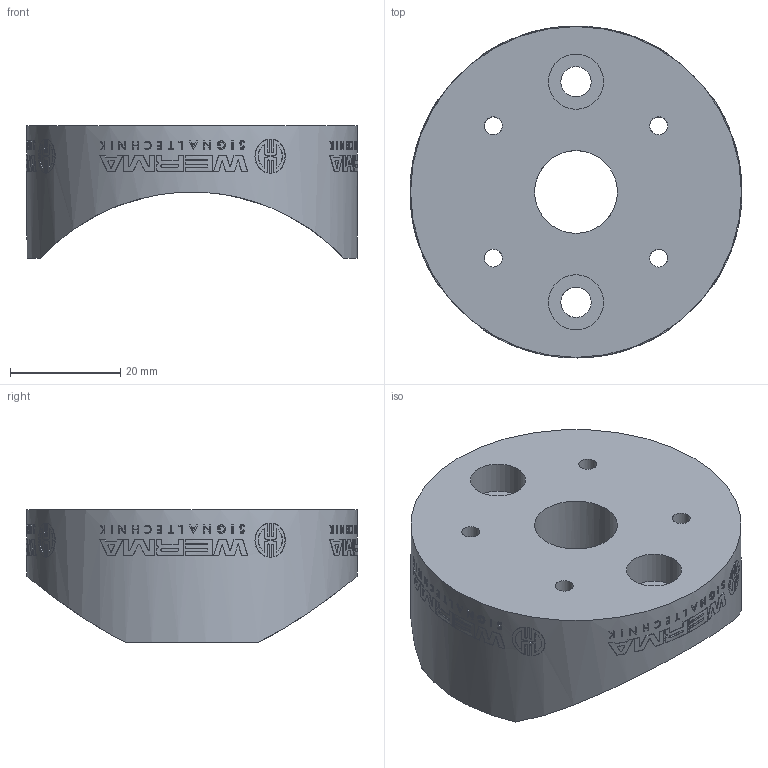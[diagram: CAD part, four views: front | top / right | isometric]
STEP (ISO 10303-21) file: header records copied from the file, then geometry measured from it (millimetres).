
FILE_DESCRIPTION(/* description */ ('Customer part'),/* implementation_level */ '2;1');
FILE_NAME(/* name */ '800000010428_PRT_000.step',/* time_stamp */ '2018-07-16T18:28:36+02:00',/* author */ ('IMPORT'),/* organization */ ('WERMA Signaltechnik GmbH+Co.KG'),/* preprocessor_version */ 'ST-DEVELOPER v17',/* originating_system */ 'Autodesk Inventor 2018',/* authorisation */ 'public');
FILE_SCHEMA (('AUTOMOTIVE_DESIGN { 1 0 10303 214 3 1 1 }'));
Products named in the file (1): 800000010428
Bounding box: 60.2 x 60.2 x 24 mm (x, y, z)
Volume: 39340.5 mm3; surface area: 10790.9 mm2
Topology: 1 solids, 1 shells, 978 faces, 2675 edges, 1795 vertices
Faces by surface type: plane 541, bspline 328, cylinder 109
Full cylindrical faces by diameter (mm): 3.242 x4, 5.5 x2, 10 x2, 15 x1, 60 x1
Entity records: 89313 total; most frequent: CARTESIAN_POINT 66415, ORIENTED_EDGE 5350, DIRECTION 3108, EDGE_CURVE 2675, VERTEX_POINT 1795, B_SPLINE_CURVE_WITH_KNOTS 1198, LINE 1148, VECTOR 1148
